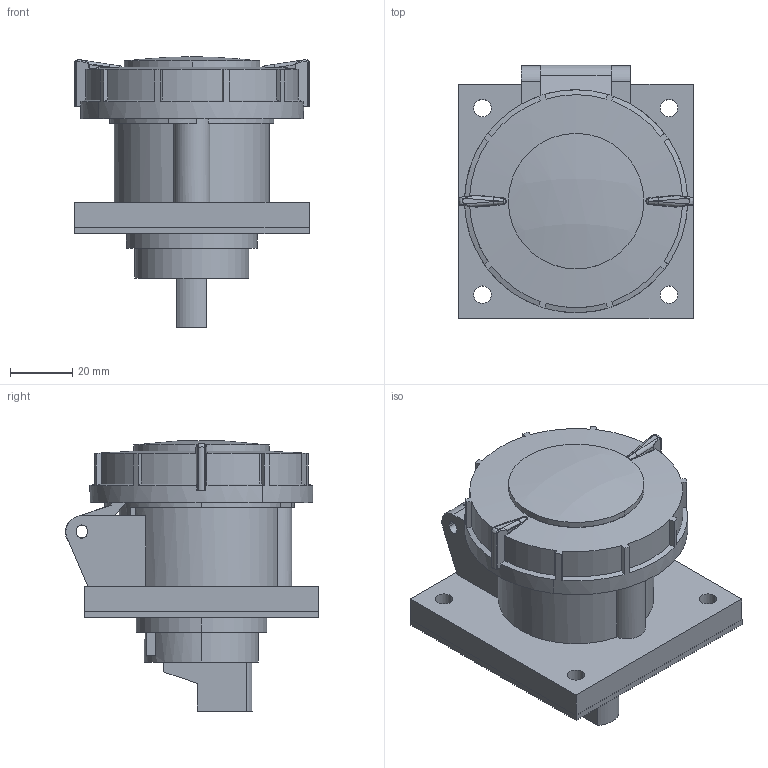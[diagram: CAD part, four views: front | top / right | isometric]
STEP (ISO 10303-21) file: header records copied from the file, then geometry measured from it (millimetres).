
FILE_DESCRIPTION (( 'STEP AP214' ), '1' );
FILE_NAME ('PSR61-016-3-0-67 Ðîçåòêà âñòð. ïð. ÑÑÈ-6132 16À-6÷ 220Â 2P+PE IP67 IEK.STEP', '2025-12-11T06:53:24', ( '' ), ( '' ), 'SwSTEP 2.0', 'SolidWorks 2022', '' );
FILE_SCHEMA (( 'AUTOMOTIVE_DESIGN' ));
Length unit declared in the file: millimetre
Products named in the file (1): PSR61-016-3-0-67 Розетка встр. пр. ССИ-6132 16А-6ч 220В 2P+PE IP67 IEK
Bounding box: 75.65 x 81.54 x 86.93 mm (x, y, z)
Volume: 171110.3 mm3; surface area: 57541.1 mm2
Topology: 2 solids, 2 shells, 441 faces, 1210 edges, 782 vertices
Faces by surface type: plane 208, cylinder 167, cone 28, bspline 28, torus 8, sphere 2
Entity records: 17378 total; most frequent: CARTESIAN_POINT 6237, ORIENTED_EDGE 2412, DIRECTION 2231, EDGE_CURVE 1206, AXIS2_PLACEMENT_3D 799, VERTEX_POINT 782, VECTOR 633, LINE 633
